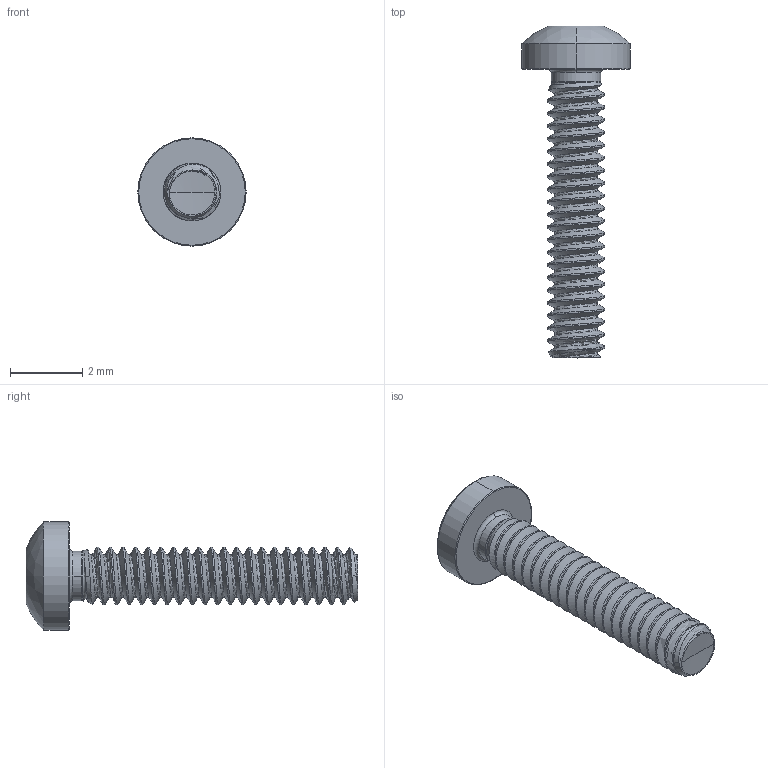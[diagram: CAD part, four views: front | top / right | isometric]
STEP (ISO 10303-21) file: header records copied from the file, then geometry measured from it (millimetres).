
FILE_DESCRIPTION (( 'STEP AP203' ), '1' );
FILE_NAME ('STM390160080.STEP', '2020-12-23T14:20:24', ( '' ), ( '' ), 'SwSTEP 2.0', 'SolidWorks 2015', '' );
FILE_SCHEMA (( 'CONFIG_CONTROL_DESIGN' ));
Length unit declared in the file: millimetre
Products named in the file (2): STM390160080
Bounding box: 3 x 9.2 x 3 mm (x, y, z)
Volume: 18.5 mm3; surface area: 81.6 mm2
Topology: 1 solids, 1 shells, 114 faces, 302 edges, 190 vertices
Faces by surface type: cylinder 65, bspline 18, torus 13, cone 11, sphere 4, plane 3
Entity records: 24265 total; most frequent: CARTESIAN_POINT 21688, ORIENTED_EDGE 600, DIRECTION 396, EDGE_CURVE 300, VERTEX_POINT 190, AXIS2_PLACEMENT_3D 161, B_SPLINE_CURVE_WITH_KNOTS 119, EDGE_LOOP 116
